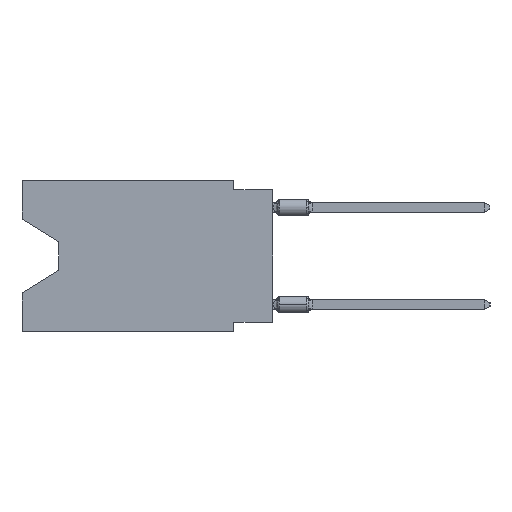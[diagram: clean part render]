
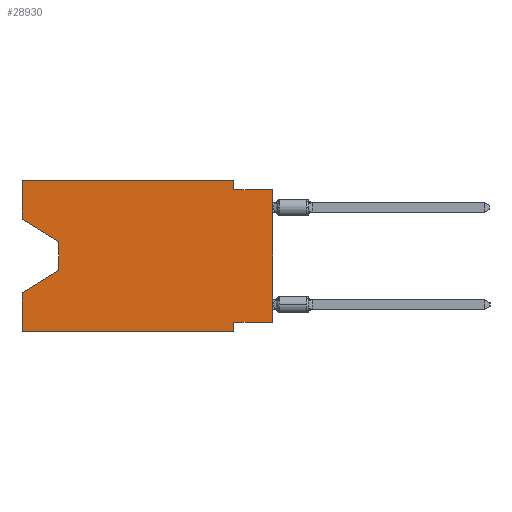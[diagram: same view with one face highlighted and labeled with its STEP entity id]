
A CAD part, left-side view. The second image highlights one B-rep face of the part: STEP entity #28930.
In plain terms, the highlighted planar face has unit normal (-1, 0, 0).
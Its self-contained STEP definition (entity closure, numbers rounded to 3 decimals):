
#208 = CARTESIAN_POINT ( 'NONE',  ( 0., 0., -0.635 ) ) ;
#1262 = VECTOR ( 'NONE', #38622, 1000. ) ;
#1454 = DIRECTION ( 'NONE',  ( 0., 0., 1. ) ) ;
#1472 = ORIENTED_EDGE ( 'NONE', *, *, #23144, .F. ) ;
#1513 = DIRECTION ( 'NONE',  ( 0., -1., 0. ) ) ;
#1660 = AXIS2_PLACEMENT_3D ( 'NONE', #8966, #32453, #12289 ) ;
#2388 = VECTOR ( 'NONE', #39967, 1000. ) ;
#2599 = VECTOR ( 'NONE', #26763, 1000. ) ;
#2706 = CARTESIAN_POINT ( 'NONE',  ( 0., 16.383, 0. ) ) ;
#3424 = DIRECTION ( 'NONE',  ( 0., -0.855, -0.519 ) ) ;
#3768 = DIRECTION ( 'NONE',  ( 0., 0.855, -0.519 ) ) ;
#3978 = VERTEX_POINT ( 'NONE', #24247 ) ;
#3980 = CARTESIAN_POINT ( 'NONE',  ( 0., 0., -9.271 ) ) ;
#4374 = CARTESIAN_POINT ( 'NONE',  ( 0., 0., -9.271 ) ) ;
#4598 = DIRECTION ( 'NONE',  ( 0., 0., 1. ) ) ;
#4637 = EDGE_CURVE ( 'NONE', #30554, #22618, #22072, .T. ) ;
#4656 = LINE ( 'NONE', #41225, #38759 ) ;
#4800 = ORIENTED_EDGE ( 'NONE', *, *, #6225, .T. ) ;
#5139 = LINE ( 'NONE', #26359, #1262 ) ;
#5627 = CARTESIAN_POINT ( 'NONE',  ( 0., 16.383, 0. ) ) ;
#5811 = DIRECTION ( 'NONE',  ( 0., -1., 0. ) ) ;
#6225 = EDGE_CURVE ( 'NONE', #3978, #20451, #20284, .T. ) ;
#6258 = CARTESIAN_POINT ( 'NONE',  ( 0., 13.97, -4.013 ) ) ;
#7000 = EDGE_LOOP ( 'NONE', ( #4800, #40782, #20145, #16696, #15869, #37601, #17411, #7033, #1472, #22137, #31798, #12930 ) ) ;
#7033 = ORIENTED_EDGE ( 'NONE', *, *, #9892, .T. ) ;
#7560 = CARTESIAN_POINT ( 'NONE',  ( 0., 16.383, -9.906 ) ) ;
#8677 = CARTESIAN_POINT ( 'NONE',  ( 0., 13.97, -5.893 ) ) ;
#8738 = VERTEX_POINT ( 'NONE', #40263 ) ;
#8966 = CARTESIAN_POINT ( 'NONE',  ( 0., 16.383, 0. ) ) ;
#9892 = EDGE_CURVE ( 'NONE', #39708, #8738, #36934, .T. ) ;
#10793 = VERTEX_POINT ( 'NONE', #24183 ) ;
#10821 = EDGE_CURVE ( 'NONE', #25711, #22618, #4656, .T. ) ;
#10849 = VECTOR ( 'NONE', #1513, 1000. ) ;
#12289 = DIRECTION ( 'NONE',  ( 0., 0., -1. ) ) ;
#12930 = ORIENTED_EDGE ( 'NONE', *, *, #35791, .F. ) ;
#13249 = CARTESIAN_POINT ( 'NONE',  ( 0., 0., 0. ) ) ;
#14871 = EDGE_CURVE ( 'NONE', #39708, #36125, #42273, .T. ) ;
#15431 = CARTESIAN_POINT ( 'NONE',  ( 0., 16.383, 0. ) ) ;
#15610 = CARTESIAN_POINT ( 'NONE',  ( 0., 2.54, 0. ) ) ;
#15823 = FACE_OUTER_BOUND ( 'NONE', #7000, .T. ) ;
#15869 = ORIENTED_EDGE ( 'NONE', *, *, #36670, .T. ) ;
#16618 = EDGE_CURVE ( 'NONE', #36125, #31523, #32455, .T. ) ;
#16696 = ORIENTED_EDGE ( 'NONE', *, *, #4637, .F. ) ;
#17062 = LINE ( 'NONE', #208, #10849 ) ;
#17411 = ORIENTED_EDGE ( 'NONE', *, *, #14871, .F. ) ;
#20145 = ORIENTED_EDGE ( 'NONE', *, *, #10821, .T. ) ;
#20151 = EDGE_CURVE ( 'NONE', #20451, #25711, #33535, .T. ) ;
#20284 = LINE ( 'NONE', #33791, #25963 ) ;
#20451 = VERTEX_POINT ( 'NONE', #6258 ) ;
#21019 = VECTOR ( 'NONE', #4598, 1000. ) ;
#21027 = LINE ( 'NONE', #38081, #21019 ) ;
#21678 = VECTOR ( 'NONE', #5811, 1000. ) ;
#22072 = LINE ( 'NONE', #15431, #23747 ) ;
#22137 = ORIENTED_EDGE ( 'NONE', *, *, #28916, .F. ) ;
#22618 = VERTEX_POINT ( 'NONE', #37103 ) ;
#23144 = EDGE_CURVE ( 'NONE', #10793, #8738, #17062, .T. ) ;
#23747 = VECTOR ( 'NONE', #1454, 1000. ) ;
#23859 = CARTESIAN_POINT ( 'NONE',  ( 0., 2.54, -9.271 ) ) ;
#24125 = VECTOR ( 'NONE', #32059, 1000. ) ;
#24183 = CARTESIAN_POINT ( 'NONE',  ( 0., 2.54, -0.635 ) ) ;
#24247 = CARTESIAN_POINT ( 'NONE',  ( 0., 16.383, -2.546 ) ) ;
#25711 = VERTEX_POINT ( 'NONE', #8677 ) ;
#25805 = PLANE ( 'NONE',  #1660 ) ;
#25963 = VECTOR ( 'NONE', #3424, 1000. ) ;
#26337 = VECTOR ( 'NONE', #42863, 1000. ) ;
#26359 = CARTESIAN_POINT ( 'NONE',  ( 0., 16.383, -9.906 ) ) ;
#26763 = DIRECTION ( 'NONE',  ( 0., 0., 1. ) ) ;
#28887 = VERTEX_POINT ( 'NONE', #5627 ) ;
#28916 = EDGE_CURVE ( 'NONE', #29156, #10793, #39530, .T. ) ;
#28930 = ADVANCED_FACE ( 'NONE', ( #15823 ), #25805, .F. ) ;
#29156 = VERTEX_POINT ( 'NONE', #36855 ) ;
#29569 = CARTESIAN_POINT ( 'NONE',  ( 0., 2.54, -9.906 ) ) ;
#30554 = VERTEX_POINT ( 'NONE', #7560 ) ;
#31523 = VERTEX_POINT ( 'NONE', #38462 ) ;
#31798 = ORIENTED_EDGE ( 'NONE', *, *, #33254, .F. ) ;
#32059 = DIRECTION ( 'NONE',  ( 0., 1., 0. ) ) ;
#32453 = DIRECTION ( 'NONE',  ( 1., 0., 0. ) ) ;
#32455 = LINE ( 'NONE', #29569, #26337 ) ;
#33254 = EDGE_CURVE ( 'NONE', #28887, #29156, #36821, .T. ) ;
#33535 = LINE ( 'NONE', #43756, #34241 ) ;
#33791 = CARTESIAN_POINT ( 'NONE',  ( 0., 16.383, -2.546 ) ) ;
#34241 = VECTOR ( 'NONE', #36866, 1000. ) ;
#35791 = EDGE_CURVE ( 'NONE', #3978, #28887, #21027, .T. ) ;
#36125 = VERTEX_POINT ( 'NONE', #23859 ) ;
#36670 = EDGE_CURVE ( 'NONE', #30554, #31523, #5139, .T. ) ;
#36821 = LINE ( 'NONE', #2706, #21678 ) ;
#36855 = CARTESIAN_POINT ( 'NONE',  ( 0., 2.54, 0. ) ) ;
#36866 = DIRECTION ( 'NONE',  ( 0., 0., -1. ) ) ;
#36934 = LINE ( 'NONE', #13249, #2599 ) ;
#37103 = CARTESIAN_POINT ( 'NONE',  ( 0., 16.383, -7.36 ) ) ;
#37601 = ORIENTED_EDGE ( 'NONE', *, *, #16618, .F. ) ;
#38081 = CARTESIAN_POINT ( 'NONE',  ( 0., 16.383, 0. ) ) ;
#38462 = CARTESIAN_POINT ( 'NONE',  ( 0., 2.54, -9.906 ) ) ;
#38622 = DIRECTION ( 'NONE',  ( 0., -1., 0. ) ) ;
#38759 = VECTOR ( 'NONE', #3768, 1000. ) ;
#39530 = LINE ( 'NONE', #15610, #2388 ) ;
#39708 = VERTEX_POINT ( 'NONE', #3980 ) ;
#39967 = DIRECTION ( 'NONE',  ( 0., 0., -1. ) ) ;
#40263 = CARTESIAN_POINT ( 'NONE',  ( 0., 0., -0.635 ) ) ;
#40782 = ORIENTED_EDGE ( 'NONE', *, *, #20151, .T. ) ;
#41225 = CARTESIAN_POINT ( 'NONE',  ( 0., 13.97, -5.893 ) ) ;
#42273 = LINE ( 'NONE', #4374, #24125 ) ;
#42863 = DIRECTION ( 'NONE',  ( 0., 0., -1. ) ) ;
#43756 = CARTESIAN_POINT ( 'NONE',  ( 0., 13.97, -4.013 ) ) ;
